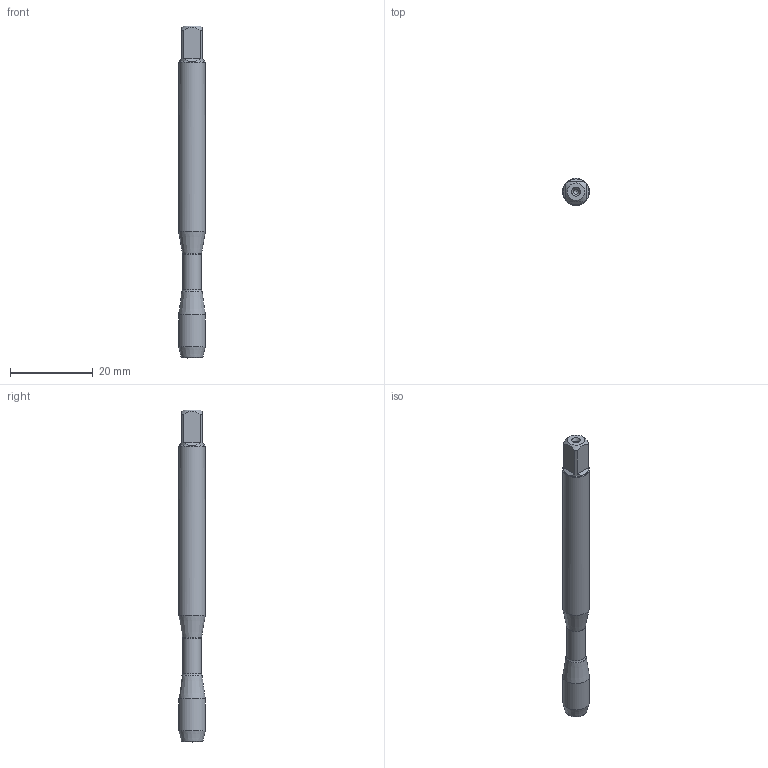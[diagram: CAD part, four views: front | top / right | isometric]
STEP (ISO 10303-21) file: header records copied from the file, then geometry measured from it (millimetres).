
FILE_DESCRIPTION(/* description */ (''),/* implementation_level */ '2;1');
FILE_NAME(/* name */ 'TOOL.STP',/* time_stamp */ '2023-04-19T08:00:19+02:00',/* author */ (''),/* organization */ ('SMS'),/* preprocessor_version */ 'ST-DEVELOPER v16.7',/* originating_system */ 'SIEMENS PLM Software NX 12.0',/* authorisation */ '');
FILE_SCHEMA (('AUTOMOTIVE_DESIGN { 1 0 10303 214 3 1 1 1 }'));
Length unit declared in the file: millimetre
Products named in the file (1): Tool
Bounding box: 6.48 x 6.48 x 80 mm (x, y, z)
Volume: 2280.7 mm3; surface area: 1620.1 mm2
Topology: 2 solids, 2 shells, 37 faces, 93 edges, 63 vertices
Faces by surface type: cone 14, plane 12, cylinder 9, torus 2
Full cylindrical faces by diameter (mm): 1.2 x2, 4.55 x1, 6.444 x1, 6.48 x1
Entity records: 1088 total; most frequent: CARTESIAN_POINT 237, DIRECTION 178, ORIENTED_EDGE 132, AXIS2_PLACEMENT_3D 83, EDGE_CURVE 66, EDGE_LOOP 54, VERTEX_POINT 52, FACE_BOUND 38
